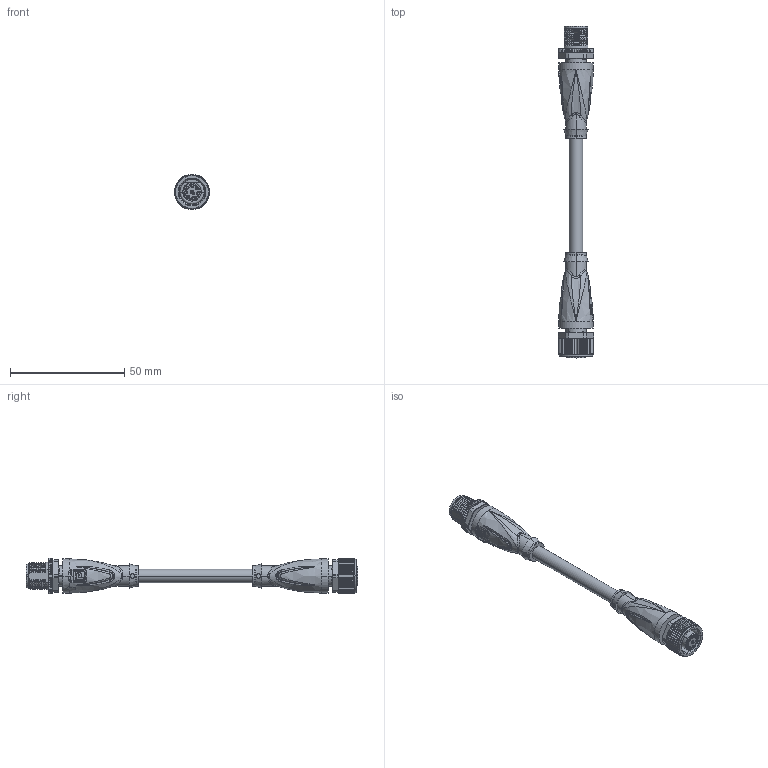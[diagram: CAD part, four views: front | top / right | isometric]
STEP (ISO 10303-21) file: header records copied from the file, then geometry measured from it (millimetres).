
FILE_DESCRIPTION(('STEP AP214'),'1');
FILE_NAME('cctmp_A0CF3DEF-B42F-499C-8BFD-5A322C455DDE_2022_04_27_10_49_31_0691..stp','2022-04-27T08:49:43',('KiM GmbH'),('CADClick - www.CADClick.com'),'Spatial InterOp 3D postprocessed',' ','unknown authorization');
FILE_SCHEMA(('AUTOMOTIVE_DESIGN'));
Length unit declared in the file: millimetre
Products named in the file (9): Connection2; Connection2_2; Connection2_1; T193842_1; Cable; Connection1; Connection1_2; Connection1_1; T193842
Assembly tree (8 placements, depth 4):
  T193842
    T193842_1
      Connection2
        Connection2_2
        Connection2_1
      Cable
      Connection1
        Connection1_2
        Connection1_1
Bounding box: 15.4 x 145.2 x 15.37 mm (x, y, z)
Volume: 12673.1 mm3; surface area: 9549.6 mm2
Topology: 7 solids, 28 shells, 3118 faces, 8278 edges, 5283 vertices
Faces by surface type: plane 1710, cylinder 621, torus 327, bspline 258, cone 186, sphere 16
Entity records: 131654 total; most frequent: CARTESIAN_POINT 45918, ORIENTED_EDGE 16430, DIRECTION 15155, EDGE_CURVE 8237, VERTEX_POINT 5283, LINE 5065, VECTOR 5065, AXIS2_PLACEMENT_3D 5045
